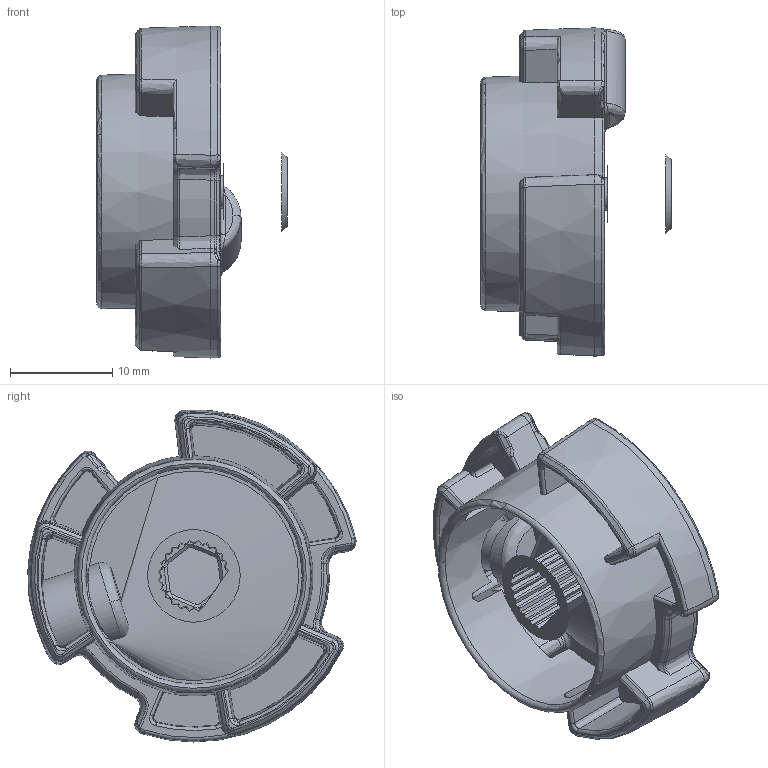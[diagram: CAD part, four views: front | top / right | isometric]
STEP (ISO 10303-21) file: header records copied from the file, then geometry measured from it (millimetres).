
FILE_DESCRIPTION(/* description */ (''),/* implementation_level */ '2;1');
FILE_NAME(/* name */ 'ad06deb5-b619-4eed-98cb-90c7d2630ff9.stp',/* time_stamp */ '2019-09-01T13:27:12-06:00',/* author */ ('sridharPR5JY'),/* organization */ (''),/* preprocessor_version */ 'ST-DEVELOPER v18',/* originating_system */ 'Autodesk Translation Framework v8.2.0.1029',/* authorisation */ '');
FILE_SCHEMA (('AUTOMOTIVE_DESIGN { 1 0 10303 214 3 1 1 }'));
Length unit declared in the file: millimetre
Products named in the file (1): LEFT_ARM_CONNECTOR
Bounding box: 18.59 x 32.11 x 32.47 mm (x, y, z)
Volume: 3461.7 mm3; surface area: 4556.4 mm2
Topology: 1 solids, 1 shells, 407 faces, 1005 edges, 603 vertices
Faces by surface type: bspline 141, plane 114, cylinder 58, cone 55, torus 29, sphere 10
Full cylindrical faces by diameter (mm): 2.1 x1, 3.2 x1, 5 x1
Entity records: 21935 total; most frequent: CARTESIAN_POINT 13120, ORIENTED_EDGE 2008, DIRECTION 1649, EDGE_CURVE 1004, AXIS2_PLACEMENT_3D 657, VERTEX_POINT 603, EDGE_LOOP 415, FACE_OUTER_BOUND 407
